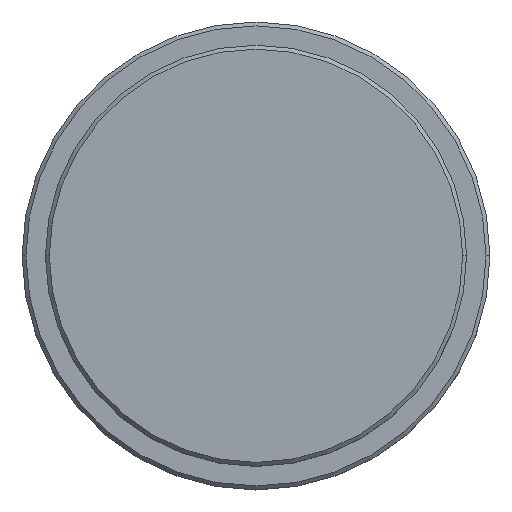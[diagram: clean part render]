
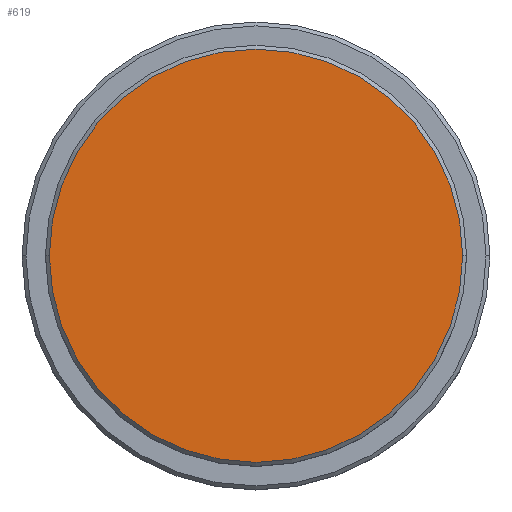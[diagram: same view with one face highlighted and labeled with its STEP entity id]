
A CAD part, top view. The second image highlights one B-rep face of the part: STEP entity #619.
In plain terms, the highlighted planar face has unit normal (0, 0, 1).
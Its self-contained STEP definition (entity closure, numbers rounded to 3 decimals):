
#75 = AXIS2_PLACEMENT_3D ( 'NONE', #1272, #517, #955 ) ;
#118 = DIRECTION ( 'NONE',  ( 1., 0., 0. ) ) ;
#335 = PLANE ( 'NONE',  #352 ) ;
#352 = AXIS2_PLACEMENT_3D ( 'NONE', #670, #1105, #118 ) ;
#517 = DIRECTION ( 'NONE',  ( 0., 0., 1. ) ) ;
#584 = EDGE_CURVE ( 'NONE', #1344, #615, #1264, .T. ) ;
#613 = CIRCLE ( 'NONE', #75, 26.5 ) ;
#615 = VERTEX_POINT ( 'NONE', #887 ) ;
#619 = ADVANCED_FACE ( 'NONE', ( #1314 ), #335, .T. ) ;
#625 = CARTESIAN_POINT ( 'NONE',  ( -26.5, 0., 0. ) ) ;
#665 = DIRECTION ( 'NONE',  ( 1., 0., 0. ) ) ;
#670 = CARTESIAN_POINT ( 'NONE',  ( 0., 0., 0. ) ) ;
#794 = DIRECTION ( 'NONE',  ( 0., 0., 1. ) ) ;
#819 = AXIS2_PLACEMENT_3D ( 'NONE', #991, #794, #665 ) ;
#858 = ORIENTED_EDGE ( 'NONE', *, *, #893, .T. ) ;
#887 = CARTESIAN_POINT ( 'NONE',  ( 26.5, 0., 0. ) ) ;
#893 = EDGE_CURVE ( 'NONE', #615, #1344, #613, .T. ) ;
#955 = DIRECTION ( 'NONE',  ( 1., 0., 0. ) ) ;
#991 = CARTESIAN_POINT ( 'NONE',  ( 0., 0., 0. ) ) ;
#1101 = EDGE_LOOP ( 'NONE', ( #1260, #858 ) ) ;
#1105 = DIRECTION ( 'NONE',  ( 0., 0., 1. ) ) ;
#1260 = ORIENTED_EDGE ( 'NONE', *, *, #584, .T. ) ;
#1264 = CIRCLE ( 'NONE', #819, 26.5 ) ;
#1272 = CARTESIAN_POINT ( 'NONE',  ( 0., 0., 0. ) ) ;
#1314 = FACE_OUTER_BOUND ( 'NONE', #1101, .T. ) ;
#1344 = VERTEX_POINT ( 'NONE', #625 ) ;
